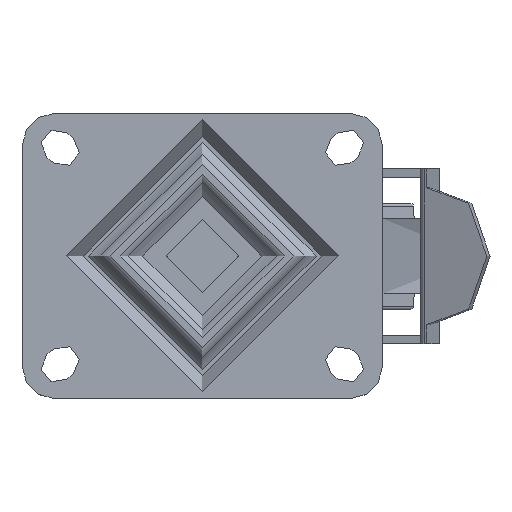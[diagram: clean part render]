
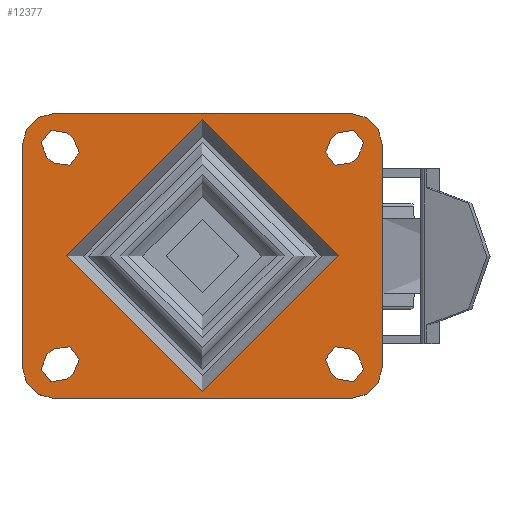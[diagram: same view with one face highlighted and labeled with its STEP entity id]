
A CAD part, top view. The second image highlights one B-rep face of the part: STEP entity #12377.
In plain terms, the highlighted planar face has unit normal (0, 0, 1).
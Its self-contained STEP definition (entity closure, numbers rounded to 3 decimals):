
#1046=FACE_BOUND('',#2334,.T.);
#1047=FACE_BOUND('',#2335,.T.);
#1048=FACE_BOUND('',#2336,.T.);
#1049=FACE_BOUND('',#2337,.T.);
#1050=FACE_BOUND('',#2338,.T.);
#1201=PLANE('',#13394);
#1568=FACE_OUTER_BOUND('',#2333,.T.);
#2333=EDGE_LOOP('',(#8550,#8551,#8552,#8553,#8554,#8555,#8556,#8557));
#2334=EDGE_LOOP('',(#8558));
#2335=EDGE_LOOP('',(#8559,#8560,#8561,#8562));
#2336=EDGE_LOOP('',(#8563,#8564,#8565,#8566));
#2337=EDGE_LOOP('',(#8567,#8568,#8569,#8570));
#2338=EDGE_LOOP('',(#8571,#8572,#8573,#8574));
#3232=LINE('',#17921,#4042);
#3234=LINE('',#17929,#4044);
#3235=LINE('',#17934,#4045);
#3236=LINE('',#17938,#4046);
#3237=LINE('',#17940,#4047);
#3238=LINE('',#17941,#4048);
#3239=LINE('',#17942,#4049);
#3240=LINE('',#17943,#4050);
#3241=LINE('',#17944,#4051);
#3242=LINE('',#17945,#4052);
#3243=LINE('',#17946,#4053);
#3244=LINE('',#17947,#4054);
#4042=VECTOR('',#14678,1.);
#4044=VECTOR('',#14688,1.);
#4045=VECTOR('',#14693,1.);
#4046=VECTOR('',#14696,1.);
#4047=VECTOR('',#14699,1.);
#4048=VECTOR('',#14700,1.);
#4049=VECTOR('',#14701,1.);
#4050=VECTOR('',#14702,1.);
#4051=VECTOR('',#14703,1.);
#4052=VECTOR('',#14704,1.);
#4053=VECTOR('',#14705,1.);
#4054=VECTOR('',#14706,1.);
#4830=CIRCLE('',#13317,5.7);
#4831=CIRCLE('',#13319,5.7);
#4833=CIRCLE('',#13322,5.7);
#4836=CIRCLE('',#13326,5.7);
#4838=CIRCLE('',#13329,5.7);
#4839=CIRCLE('',#13331,5.7);
#4842=CIRCLE('',#13335,5.7);
#4843=CIRCLE('',#13337,5.7);
#4860=CIRCLE('',#13360,49.014);
#4880=CIRCLE('',#13395,12.);
#4881=CIRCLE('',#13396,12.);
#4882=CIRCLE('',#13397,12.);
#4883=CIRCLE('',#13398,12.);
#5362=VERTEX_POINT('',#17684);
#5363=VERTEX_POINT('',#17686);
#5364=VERTEX_POINT('',#17690);
#5365=VERTEX_POINT('',#17691);
#5368=VERTEX_POINT('',#17699);
#5369=VERTEX_POINT('',#17700);
#5374=VERTEX_POINT('',#17711);
#5375=VERTEX_POINT('',#17713);
#5378=VERTEX_POINT('',#17720);
#5379=VERTEX_POINT('',#17722);
#5380=VERTEX_POINT('',#17726);
#5381=VERTEX_POINT('',#17727);
#5386=VERTEX_POINT('',#17738);
#5387=VERTEX_POINT('',#17740);
#5388=VERTEX_POINT('',#17744);
#5389=VERTEX_POINT('',#17745);
#5402=VERTEX_POINT('',#17811);
#5419=VERTEX_POINT('',#17918);
#5420=VERTEX_POINT('',#17920);
#5421=VERTEX_POINT('',#17927);
#5422=VERTEX_POINT('',#17928);
#5423=VERTEX_POINT('',#17931);
#5424=VERTEX_POINT('',#17933);
#5425=VERTEX_POINT('',#17935);
#5426=VERTEX_POINT('',#17937);
#6586=EDGE_CURVE('',#5363,#5362,#4830,.T.);
#6588=EDGE_CURVE('',#5364,#5365,#4831,.T.);
#6592=EDGE_CURVE('',#5368,#5369,#4833,.T.);
#6598=EDGE_CURVE('',#5375,#5374,#4836,.T.);
#6602=EDGE_CURVE('',#5378,#5379,#4838,.T.);
#6604=EDGE_CURVE('',#5380,#5381,#4839,.T.);
#6610=EDGE_CURVE('',#5386,#5387,#4842,.T.);
#6612=EDGE_CURVE('',#5388,#5389,#4843,.T.);
#6633=EDGE_CURVE('',#5402,#5402,#4860,.T.);
#6658=EDGE_CURVE('',#5420,#5419,#3232,.T.);
#6660=EDGE_CURVE('',#5421,#5422,#3234,.T.);
#6661=EDGE_CURVE('',#5421,#5420,#4880,.T.);
#6662=EDGE_CURVE('',#5419,#5423,#4881,.T.);
#6663=EDGE_CURVE('',#5424,#5423,#3235,.T.);
#6664=EDGE_CURVE('',#5425,#5424,#4882,.T.);
#6665=EDGE_CURVE('',#5426,#5425,#3236,.T.);
#6666=EDGE_CURVE('',#5422,#5426,#4883,.T.);
#6667=EDGE_CURVE('',#5389,#5386,#3237,.T.);
#6668=EDGE_CURVE('',#5387,#5388,#3238,.T.);
#6669=EDGE_CURVE('',#5379,#5380,#3239,.T.);
#6670=EDGE_CURVE('',#5381,#5378,#3240,.T.);
#6671=EDGE_CURVE('',#5362,#5364,#3241,.T.);
#6672=EDGE_CURVE('',#5365,#5363,#3242,.T.);
#6673=EDGE_CURVE('',#5369,#5375,#3243,.T.);
#6674=EDGE_CURVE('',#5374,#5368,#3244,.T.);
#8550=ORIENTED_EDGE('',*,*,#6660,.F.);
#8551=ORIENTED_EDGE('',*,*,#6661,.T.);
#8552=ORIENTED_EDGE('',*,*,#6658,.T.);
#8553=ORIENTED_EDGE('',*,*,#6662,.T.);
#8554=ORIENTED_EDGE('',*,*,#6663,.F.);
#8555=ORIENTED_EDGE('',*,*,#6664,.F.);
#8556=ORIENTED_EDGE('',*,*,#6665,.F.);
#8557=ORIENTED_EDGE('',*,*,#6666,.F.);
#8558=ORIENTED_EDGE('',*,*,#6633,.F.);
#8559=ORIENTED_EDGE('',*,*,#6610,.F.);
#8560=ORIENTED_EDGE('',*,*,#6667,.F.);
#8561=ORIENTED_EDGE('',*,*,#6612,.F.);
#8562=ORIENTED_EDGE('',*,*,#6668,.F.);
#8563=ORIENTED_EDGE('',*,*,#6604,.F.);
#8564=ORIENTED_EDGE('',*,*,#6669,.F.);
#8565=ORIENTED_EDGE('',*,*,#6602,.F.);
#8566=ORIENTED_EDGE('',*,*,#6670,.F.);
#8567=ORIENTED_EDGE('',*,*,#6586,.T.);
#8568=ORIENTED_EDGE('',*,*,#6671,.T.);
#8569=ORIENTED_EDGE('',*,*,#6588,.T.);
#8570=ORIENTED_EDGE('',*,*,#6672,.T.);
#8571=ORIENTED_EDGE('',*,*,#6592,.T.);
#8572=ORIENTED_EDGE('',*,*,#6673,.T.);
#8573=ORIENTED_EDGE('',*,*,#6598,.T.);
#8574=ORIENTED_EDGE('',*,*,#6674,.T.);
#12377=ADVANCED_FACE('',(#1568,#1046,#1047,#1048,#1049,#1050),#1201,.F.);
#13317=AXIS2_PLACEMENT_3D('',#17687,#14508,#14509);
#13319=AXIS2_PLACEMENT_3D('',#17692,#14513,#14514);
#13322=AXIS2_PLACEMENT_3D('',#17701,#14521,#14522);
#13326=AXIS2_PLACEMENT_3D('',#17714,#14532,#14533);
#13329=AXIS2_PLACEMENT_3D('',#17723,#14540,#14541);
#13331=AXIS2_PLACEMENT_3D('',#17728,#14545,#14546);
#13335=AXIS2_PLACEMENT_3D('',#17741,#14556,#14557);
#13337=AXIS2_PLACEMENT_3D('',#17746,#14561,#14562);
#13360=AXIS2_PLACEMENT_3D('',#17813,#14611,#14612);
#13394=AXIS2_PLACEMENT_3D('',#17926,#14686,#14687);
#13395=AXIS2_PLACEMENT_3D('',#17930,#14689,#14690);
#13396=AXIS2_PLACEMENT_3D('',#17932,#14691,#14692);
#13397=AXIS2_PLACEMENT_3D('',#17936,#14694,#14695);
#13398=AXIS2_PLACEMENT_3D('',#17939,#14697,#14698);
#14508=DIRECTION('center_axis',(0.,0.,-1.));
#14509=DIRECTION('ref_axis',(1.,0.,0.));
#14513=DIRECTION('center_axis',(0.,0.,-1.));
#14514=DIRECTION('ref_axis',(1.,0.,0.));
#14521=DIRECTION('center_axis',(0.,0.,-1.));
#14522=DIRECTION('ref_axis',(1.,0.,0.));
#14532=DIRECTION('center_axis',(0.,0.,-1.));
#14533=DIRECTION('ref_axis',(1.,0.,0.));
#14540=DIRECTION('center_axis',(0.,0.,1.));
#14541=DIRECTION('ref_axis',(1.,0.,0.));
#14545=DIRECTION('center_axis',(0.,0.,1.));
#14546=DIRECTION('ref_axis',(1.,0.,0.));
#14556=DIRECTION('center_axis',(0.,0.,1.));
#14557=DIRECTION('ref_axis',(1.,0.,0.));
#14561=DIRECTION('center_axis',(0.,0.,1.));
#14562=DIRECTION('ref_axis',(1.,0.,0.));
#14611=DIRECTION('center_axis',(0.,0.,1.));
#14612=DIRECTION('ref_axis',(-1.,0.,0.));
#14678=DIRECTION('',(1.,0.,0.));
#14686=DIRECTION('center_axis',(0.,0.,-1.));
#14687=DIRECTION('ref_axis',(0.,-1.,0.));
#14688=DIRECTION('',(0.,1.,0.));
#14689=DIRECTION('center_axis',(0.,0.,1.));
#14690=DIRECTION('ref_axis',(1.,0.,0.));
#14691=DIRECTION('center_axis',(0.,0.,1.));
#14692=DIRECTION('ref_axis',(1.,0.,0.));
#14693=DIRECTION('',(0.,-1.,0.));
#14694=DIRECTION('center_axis',(0.,0.,-1.));
#14695=DIRECTION('ref_axis',(1.,0.,0.));
#14696=DIRECTION('',(1.,0.,0.));
#14697=DIRECTION('center_axis',(0.,0.,-1.));
#14698=DIRECTION('ref_axis',(1.,0.,0.));
#14699=DIRECTION('',(-0.781,-0.625,0.));
#14700=DIRECTION('',(0.781,0.625,0.));
#14701=DIRECTION('',(0.781,-0.625,0.));
#14702=DIRECTION('',(-0.781,0.625,0.));
#14703=DIRECTION('',(0.781,-0.625,0.));
#14704=DIRECTION('',(-0.781,0.625,0.));
#14705=DIRECTION('',(-0.781,-0.625,0.));
#14706=DIRECTION('',(0.781,0.625,0.));
#17684=CARTESIAN_POINT('',(-27.536,161.729,0.));
#17686=CARTESIAN_POINT('',(-34.657,152.827,0.));
#17687=CARTESIAN_POINT('Origin',(-31.097,157.278,0.));
#17690=CARTESIAN_POINT('',(-25.036,159.729,0.));
#17691=CARTESIAN_POINT('',(-32.157,150.827,0.));
#17692=CARTESIAN_POINT('Origin',(-28.597,155.278,0.));
#17699=CARTESIAN_POINT('',(-134.657,161.729,0.));
#17700=CARTESIAN_POINT('',(-127.536,152.827,0.));
#17701=CARTESIAN_POINT('Origin',(-131.097,157.278,0.));
#17711=CARTESIAN_POINT('',(-137.157,159.729,0.));
#17713=CARTESIAN_POINT('',(-130.036,150.827,0.));
#17714=CARTESIAN_POINT('Origin',(-133.597,155.278,0.));
#17720=CARTESIAN_POINT('',(-130.036,239.729,0.));
#17722=CARTESIAN_POINT('',(-137.157,230.827,0.));
#17723=CARTESIAN_POINT('Origin',(-133.597,235.278,0.));
#17726=CARTESIAN_POINT('',(-134.657,228.827,0.));
#17727=CARTESIAN_POINT('',(-127.536,237.729,0.));
#17728=CARTESIAN_POINT('Origin',(-131.097,233.278,0.));
#17738=CARTESIAN_POINT('',(-34.657,237.729,0.));
#17740=CARTESIAN_POINT('',(-27.536,228.827,0.));
#17741=CARTESIAN_POINT('Origin',(-31.097,233.278,0.));
#17744=CARTESIAN_POINT('',(-25.036,230.827,0.));
#17745=CARTESIAN_POINT('',(-32.157,239.729,0.));
#17746=CARTESIAN_POINT('Origin',(-28.597,235.278,0.));
#17811=CARTESIAN_POINT('',(-130.11,195.278,0.));
#17813=CARTESIAN_POINT('Origin',(-81.097,195.278,0.));
#17918=CARTESIAN_POINT('',(-28.097,143.778,0.));
#17920=CARTESIAN_POINT('',(-134.097,143.778,0.));
#17921=CARTESIAN_POINT('',(-81.097,143.778,0.));
#17926=CARTESIAN_POINT('Origin',(-130.11,195.278,0.));
#17927=CARTESIAN_POINT('',(-146.097,155.778,0.));
#17928=CARTESIAN_POINT('',(-146.097,234.778,0.));
#17929=CARTESIAN_POINT('',(-146.097,195.278,0.));
#17930=CARTESIAN_POINT('Origin',(-134.097,155.778,0.));
#17931=CARTESIAN_POINT('',(-16.097,155.778,0.));
#17932=CARTESIAN_POINT('Origin',(-28.097,155.778,0.));
#17933=CARTESIAN_POINT('',(-16.097,234.778,0.));
#17934=CARTESIAN_POINT('',(-16.097,234.778,0.));
#17935=CARTESIAN_POINT('',(-28.097,246.778,0.));
#17936=CARTESIAN_POINT('Origin',(-28.097,234.778,0.));
#17937=CARTESIAN_POINT('',(-134.097,246.778,0.));
#17938=CARTESIAN_POINT('',(-81.097,246.778,0.));
#17939=CARTESIAN_POINT('Origin',(-134.097,234.778,0.));
#17940=CARTESIAN_POINT('',(-32.157,239.729,0.));
#17941=CARTESIAN_POINT('',(-27.536,228.827,0.));
#17942=CARTESIAN_POINT('',(-137.157,230.827,0.));
#17943=CARTESIAN_POINT('',(-127.536,237.729,0.));
#17944=CARTESIAN_POINT('',(-27.536,161.729,0.));
#17945=CARTESIAN_POINT('',(-32.157,150.827,0.));
#17946=CARTESIAN_POINT('',(-127.536,152.827,0.));
#17947=CARTESIAN_POINT('',(-137.157,159.729,0.));
